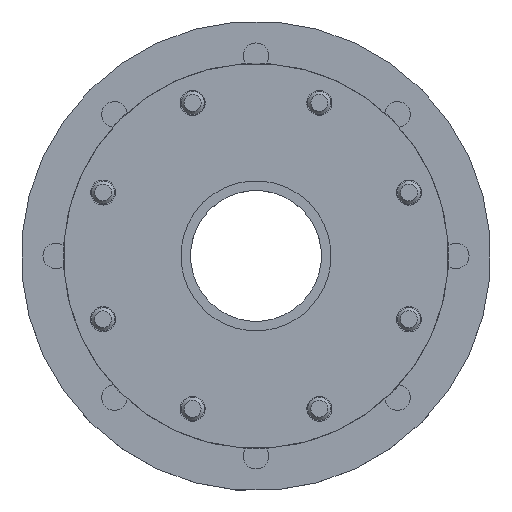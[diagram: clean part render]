
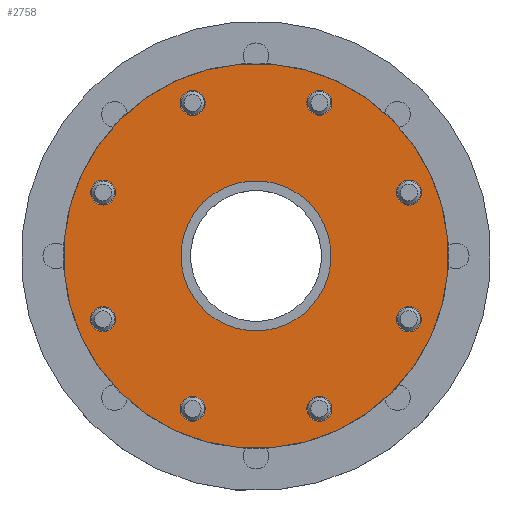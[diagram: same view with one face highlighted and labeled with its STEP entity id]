
A CAD part, top view. The second image highlights one B-rep face of the part: STEP entity #2758.
In plain terms, the highlighted face is planar.
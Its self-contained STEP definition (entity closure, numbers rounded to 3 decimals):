
#594=ORIENTED_EDGE('',*,*,#868,.F.);
#595=ORIENTED_EDGE('',*,*,#872,.F.);
#596=ORIENTED_EDGE('',*,*,#876,.F.);
#597=ORIENTED_EDGE('',*,*,#880,.F.);
#598=ORIENTED_EDGE('',*,*,#884,.F.);
#599=ORIENTED_EDGE('',*,*,#888,.F.);
#600=ORIENTED_EDGE('',*,*,#892,.F.);
#601=ORIENTED_EDGE('',*,*,#914,.F.);
#602=ORIENTED_EDGE('',*,*,#913,.F.);
#603=ORIENTED_EDGE('',*,*,#910,.T.);
#868=EDGE_CURVE('',#1072,#1072,#1234,.T.);
#872=EDGE_CURVE('',#1076,#1076,#1238,.T.);
#876=EDGE_CURVE('',#1080,#1080,#1242,.T.);
#880=EDGE_CURVE('',#1084,#1084,#1246,.T.);
#884=EDGE_CURVE('',#1088,#1088,#1250,.T.);
#888=EDGE_CURVE('',#1092,#1092,#1254,.T.);
#892=EDGE_CURVE('',#1096,#1096,#1258,.T.);
#910=EDGE_CURVE('',#1105,#1105,#1271,.T.);
#913=EDGE_CURVE('',#1108,#1108,#1274,.T.);
#914=EDGE_CURVE('',#1109,#1109,#1275,.T.);
#1072=VERTEX_POINT('',#4323);
#1076=VERTEX_POINT('',#4334);
#1080=VERTEX_POINT('',#4345);
#1084=VERTEX_POINT('',#4356);
#1088=VERTEX_POINT('',#4367);
#1092=VERTEX_POINT('',#4378);
#1096=VERTEX_POINT('',#4389);
#1105=VERTEX_POINT('',#4462);
#1108=VERTEX_POINT('',#4471);
#1109=VERTEX_POINT('',#4474);
#1234=CIRCLE('',#2960,3.25);
#1238=CIRCLE('',#2967,3.25);
#1242=CIRCLE('',#2974,3.25);
#1246=CIRCLE('',#2981,3.25);
#1250=CIRCLE('',#2988,3.25);
#1254=CIRCLE('',#2995,3.25);
#1258=CIRCLE('',#3002,3.25);
#1271=CIRCLE('',#3018,50.);
#1274=CIRCLE('',#3024,19.5);
#1275=CIRCLE('',#3026,3.25);
#1474=EDGE_LOOP('',(#594));
#1475=EDGE_LOOP('',(#595));
#1476=EDGE_LOOP('',(#596));
#1477=EDGE_LOOP('',(#597));
#1478=EDGE_LOOP('',(#598));
#1479=EDGE_LOOP('',(#599));
#1480=EDGE_LOOP('',(#600));
#1481=EDGE_LOOP('',(#601));
#1482=EDGE_LOOP('',(#602));
#1483=EDGE_LOOP('',(#603));
#1736=FACE_BOUND('',#1474,.T.);
#1737=FACE_BOUND('',#1475,.T.);
#1738=FACE_BOUND('',#1476,.T.);
#1739=FACE_BOUND('',#1477,.T.);
#1740=FACE_BOUND('',#1478,.T.);
#1741=FACE_BOUND('',#1479,.T.);
#1742=FACE_BOUND('',#1480,.T.);
#1743=FACE_BOUND('',#1481,.T.);
#1744=FACE_BOUND('',#1482,.T.);
#1745=FACE_BOUND('',#1483,.T.);
#1844=PLANE('',#3025);
#2758=ADVANCED_FACE('',(#1736,#1737,#1738,#1739,#1740,#1741,#1742,#1743,
#1744,#1745),#1844,.T.);
#2960=AXIS2_PLACEMENT_3D('',#4322,#3421,#3422);
#2967=AXIS2_PLACEMENT_3D('',#4333,#3435,#3436);
#2974=AXIS2_PLACEMENT_3D('',#4344,#3449,#3450);
#2981=AXIS2_PLACEMENT_3D('',#4355,#3463,#3464);
#2988=AXIS2_PLACEMENT_3D('',#4366,#3477,#3478);
#2995=AXIS2_PLACEMENT_3D('',#4377,#3491,#3492);
#3002=AXIS2_PLACEMENT_3D('',#4388,#3505,#3506);
#3018=AXIS2_PLACEMENT_3D('',#4461,#3541,#3542);
#3024=AXIS2_PLACEMENT_3D('',#4470,#3553,#3554);
#3025=AXIS2_PLACEMENT_3D('',#4472,#3555,#3556);
#3026=AXIS2_PLACEMENT_3D('',#4473,#3557,#3558);
#3421=DIRECTION('',(0.,-1.,0.));
#3422=DIRECTION('',(0.707,0.,-0.707));
#3435=DIRECTION('',(0.,-1.,0.));
#3436=DIRECTION('',(1.,0.,0.));
#3449=DIRECTION('',(0.,-1.,0.));
#3450=DIRECTION('',(0.707,0.,0.707));
#3463=DIRECTION('',(0.,-1.,0.));
#3464=DIRECTION('',(0.,0.,1.));
#3477=DIRECTION('',(0.,-1.,0.));
#3478=DIRECTION('',(-0.707,0.,0.707));
#3491=DIRECTION('',(0.,-1.,0.));
#3492=DIRECTION('',(-1.,0.,0.));
#3505=DIRECTION('',(0.,-1.,0.));
#3506=DIRECTION('',(-0.707,0.,-0.707));
#3541=DIRECTION('',(0.,-1.,0.));
#3542=DIRECTION('',(0.,0.,-1.));
#3553=DIRECTION('',(0.,-1.,0.));
#3554=DIRECTION('',(1.,0.,0.));
#3555=DIRECTION('',(0.,-1.,0.));
#3556=DIRECTION('',(0.,0.,-1.));
#3557=DIRECTION('',(0.,-1.,0.));
#3558=DIRECTION('',(0.,0.,-1.));
#4322=CARTESIAN_POINT('',(-16.455,0.,39.727));
#4323=CARTESIAN_POINT('',(-14.157,0.,37.429));
#4333=CARTESIAN_POINT('',(-39.727,0.,16.455));
#4334=CARTESIAN_POINT('',(-36.477,0.,16.455));
#4344=CARTESIAN_POINT('',(-39.727,0.,-16.455));
#4345=CARTESIAN_POINT('',(-37.429,0.,-14.157));
#4355=CARTESIAN_POINT('',(-16.455,0.,-39.727));
#4356=CARTESIAN_POINT('',(-16.455,0.,-36.477));
#4366=CARTESIAN_POINT('',(16.455,0.,-39.727));
#4367=CARTESIAN_POINT('',(14.157,0.,-37.429));
#4377=CARTESIAN_POINT('',(39.727,0.,-16.455));
#4378=CARTESIAN_POINT('',(36.477,0.,-16.455));
#4388=CARTESIAN_POINT('',(39.727,0.,16.455));
#4389=CARTESIAN_POINT('',(37.429,0.,14.157));
#4461=CARTESIAN_POINT('',(0.,0.,0.));
#4462=CARTESIAN_POINT('',(0.,0.,-50.));
#4470=CARTESIAN_POINT('',(0.,0.,0.));
#4471=CARTESIAN_POINT('',(19.5,0.,0.));
#4472=CARTESIAN_POINT('',(0.,0.,0.));
#4473=CARTESIAN_POINT('',(16.455,0.,39.727));
#4474=CARTESIAN_POINT('',(16.455,0.,36.477));
